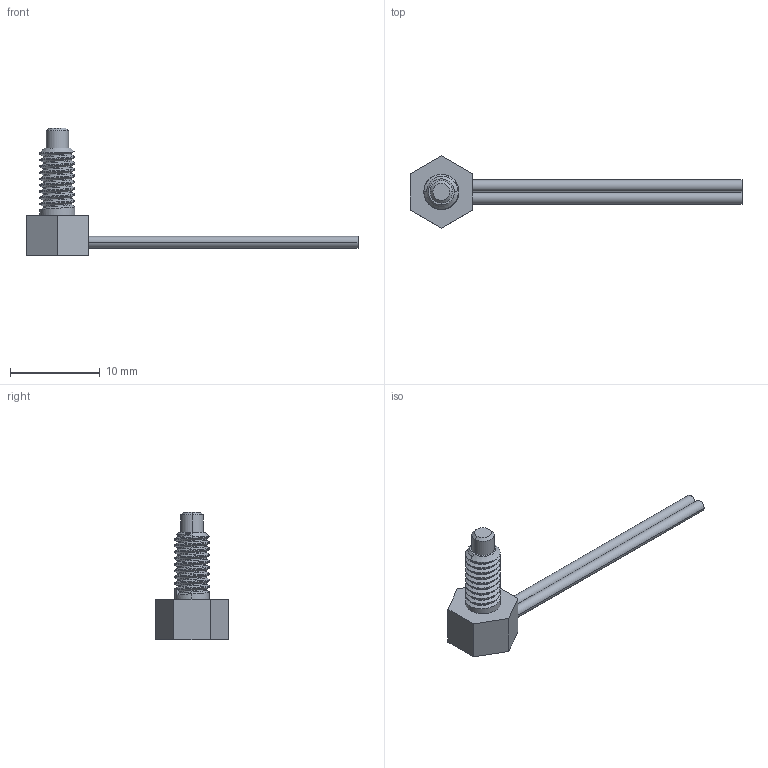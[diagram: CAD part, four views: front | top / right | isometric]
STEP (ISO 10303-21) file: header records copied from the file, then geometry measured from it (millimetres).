
FILE_DESCRIPTION((''),'2;1');
FILE_NAME('ADMI20BCM9YJ_ASM','2021-08-11T',('Gavin'),(''),'PRO/ENGINEER BY PARAMETRIC TECHNOLOGY CORPORATION, 2009440','PRO/ENGINEER BY PARAMETRIC TECHNOLOGY CORPORATION, 2009440','');
FILE_SCHEMA(('CONFIG_CONTROL_DESIGN'));
Length unit declared in the file: millimetre
Products named in the file (2): MANIFOLD_SOLID_BREP_102; ADMI20BCM9YJ_ASM
Assembly tree (1 placements, depth 2):
  ADMI20BCM9YJ_ASM
    MANIFOLD_SOLID_BREP_102
Bounding box: 37 x 8.08 x 14.2 mm (x, y, z)
Volume: 360.6 mm3; surface area: 575.7 mm2
Topology: 1 solids, 1 shells, 64 faces, 172 edges, 114 vertices
Faces by surface type: cylinder 44, plane 14, cone 4, bspline 2
Entity records: 3702 total; most frequent: CARTESIAN_POINT 2167, ORIENTED_EDGE 344, DIRECTION 246, EDGE_CURVE 172, VERTEX_POINT 114, AXIS2_PLACEMENT_3D 86, B_SPLINE_CURVE_WITH_KNOTS 77, VECTOR 74
